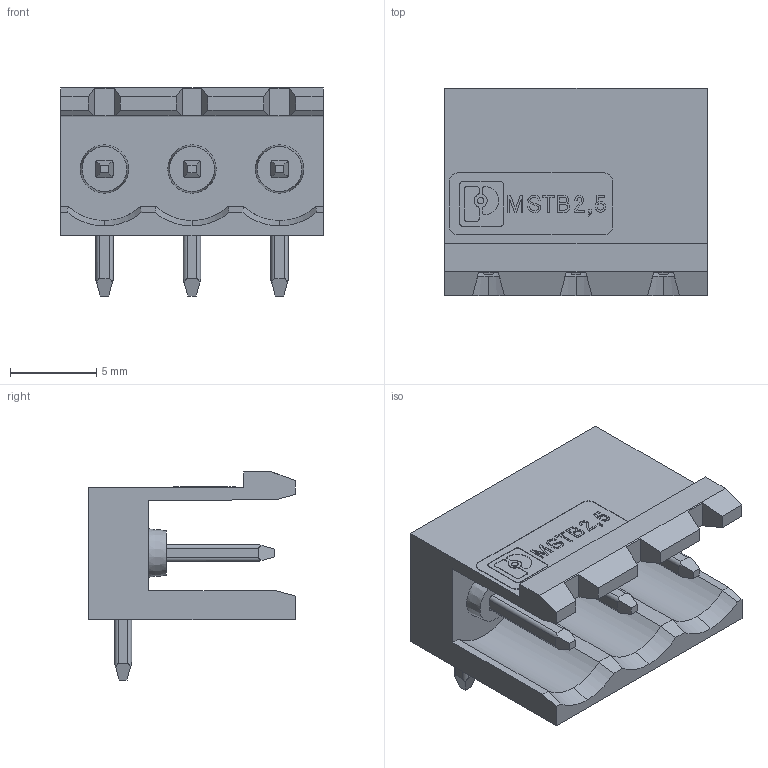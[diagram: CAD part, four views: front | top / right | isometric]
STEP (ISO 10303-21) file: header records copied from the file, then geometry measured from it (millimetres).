
FILE_DESCRIPTION(('STEP AP214'),'1');
FILE_NAME('cctmp_FD0C10EB-A1CE-456B-99A7-D6AF4B920FF3_2023_02_03_14_24_49_0207_9760..stp','2023-02-03T14:24:49',('PHOENIX CONTACT Deutschland GmbH'),('CADClick - www.CADClick.com'),'Spatial InterOp 3D',' ','unknown authorization');
FILE_SCHEMA(('AUTOMOTIVE_DESIGN'));
Length unit declared in the file: millimetre
Products named in the file (5): 2023_02_03_14_24_49_0004; 2023_02_03_14_24_49_0207; 2023_02_03_14_24_49_0191; 2023_02_03_14_24_49_0176; 2023_02_03_14_24_49_0144
Assembly tree (4 placements, depth 2):
  2023_02_03_14_24_49_0004
    2023_02_03_14_24_49_0207
    2023_02_03_14_24_49_0191
    2023_02_03_14_24_49_0176
    2023_02_03_14_24_49_0144
Bounding box: 15.24 x 12 x 12.07 mm (x, y, z)
Volume: 682.6 mm3; surface area: 1258.9 mm2
Topology: 4 solids, 4 shells, 534 faces, 1497 edges, 988 vertices
Faces by surface type: plane 403, cylinder 101, bspline 12, cone 12, sphere 6
Entity records: 31523 total; most frequent: CARTESIAN_POINT 11084, ORIENTED_EDGE 2994, DIRECTION 2735, EDGE_CURVE 1497, LINE 1217, VECTOR 1217, VERTEX_POINT 988, STYLED_ITEM 970
